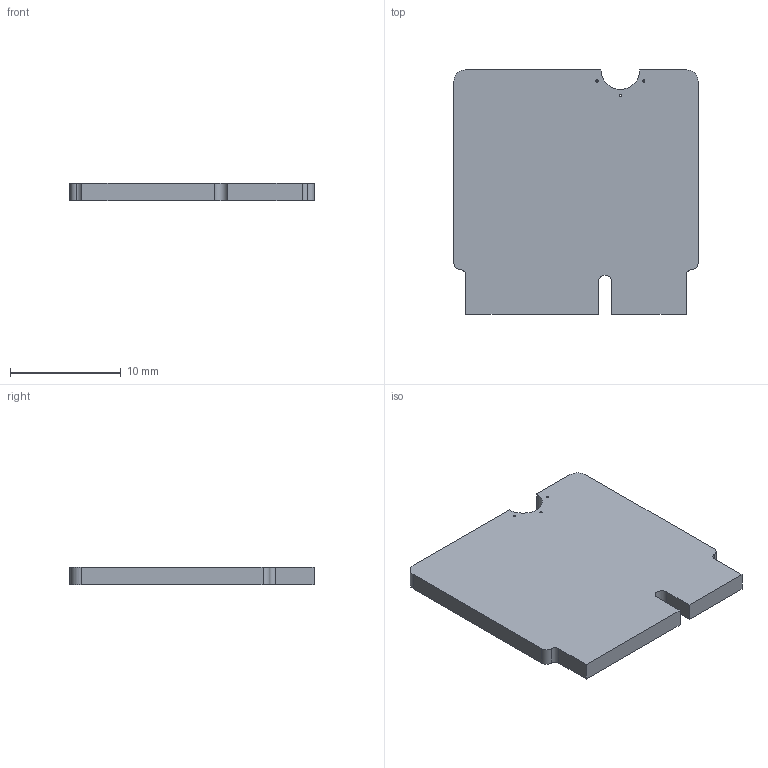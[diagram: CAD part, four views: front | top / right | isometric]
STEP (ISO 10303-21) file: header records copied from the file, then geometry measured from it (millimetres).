
FILE_DESCRIPTION(('KiCad electronic assembly'),'2;1');
FILE_NAME('MicroMod_Processor_Board.step','2023-03-10T23:02:55',( 'Pcbnew'),('Kicad'),'Open CASCADE STEP processor 7.5', 'KiCad to STEP converter','Unknown');
FILE_SCHEMA(('AUTOMOTIVE_DESIGN { 1 0 10303 214 1 1 1 1 }'));
Length unit declared in the file: millimetre
Products named in the file (2): MicroMod_Processor_Board 1; MicroMod_Processor_Board PCB
Assembly tree (1 placements, depth 2):
  MicroMod_Processor_Board 1
    MicroMod_Processor_Board PCB
Bounding box: 22 x 22 x 1.6 mm (x, y, z)
Volume: 745.5 mm3; surface area: 1086.3 mm2
Topology: 1 solids, 1 shells, 23 faces, 63 edges, 42 vertices
Faces by surface type: plane 12, cylinder 11
Full cylindrical faces by diameter (mm): 0.2 x3
Entity records: 1683 total; most frequent: CARTESIAN_POINT 388, DIRECTION 239, LINE 145, VECTOR 145, ORIENTED_EDGE 126, PCURVE 126, DEFINITIONAL_REPRESENTATION 126, EDGE_CURVE 63
